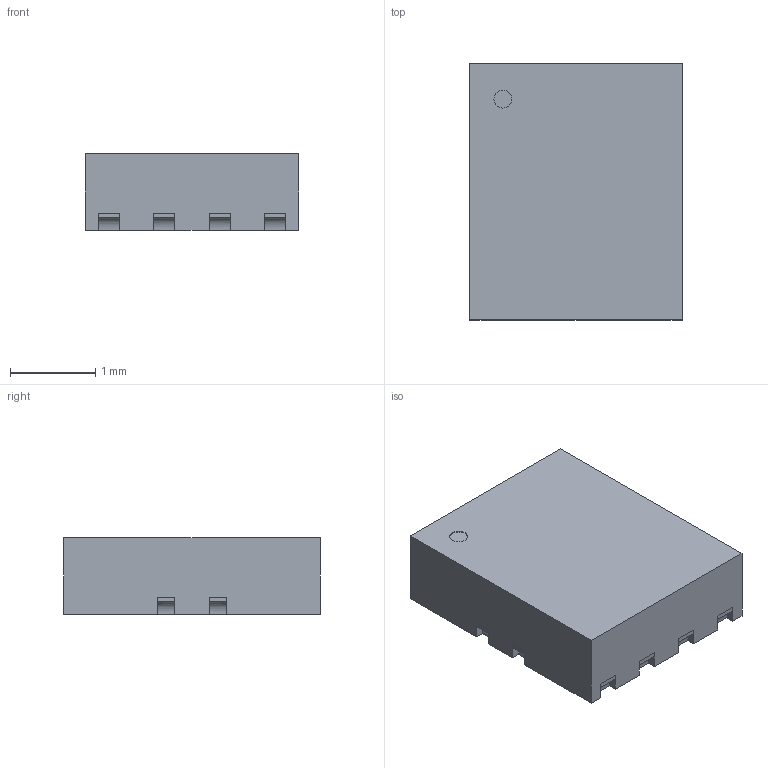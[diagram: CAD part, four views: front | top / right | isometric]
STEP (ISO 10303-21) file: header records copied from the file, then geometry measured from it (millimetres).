
FILE_DESCRIPTION (( 'STEP AP214' ), '1' );
FILE_NAME ('MPQ7235GQBE.STEP', '2022-08-23T09:10:30', ( '' ), ( '' ), 'SwSTEP 2.0', 'SolidWorks 2017', '' );
FILE_SCHEMA (( 'AUTOMOTIVE_DESIGN' ));
Length unit declared in the file: millimetre
Products named in the file (1): MPQ7235GQBE
Bounding box: 2.5 x 3 x 0.9 mm (x, y, z)
Volume: 6.7 mm3; surface area: 45.6 mm2
Topology: 11 solids, 11 shells, 476 faces, 1377 edges, 918 vertices
Faces by surface type: plane 351, cylinder 112, bspline 13
Entity records: 17860 total; most frequent: CARTESIAN_POINT 2889, ORIENTED_EDGE 2754, DIRECTION 2503, EDGE_CURVE 1377, VECTOR 1127, LINE 1127, VERTEX_POINT 918, AXIS2_PLACEMENT_3D 688
